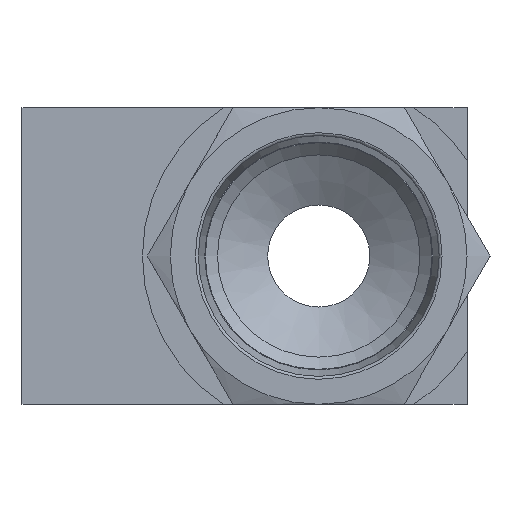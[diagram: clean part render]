
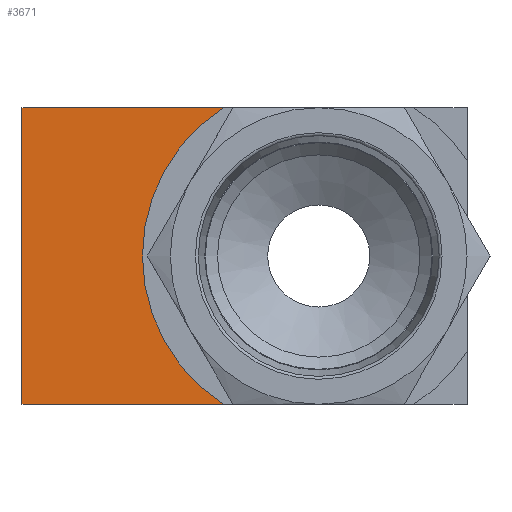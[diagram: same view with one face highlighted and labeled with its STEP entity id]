
A CAD part, left-side view. The second image highlights one B-rep face of the part: STEP entity #3671.
In plain terms, the highlighted planar face has unit normal (-1, 0, 0).
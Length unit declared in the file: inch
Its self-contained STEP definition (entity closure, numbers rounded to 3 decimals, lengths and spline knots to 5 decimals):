
#2743=CARTESIAN_POINT('',(-0.625,1.5,0.5));
#2744=VERTEX_POINT('',#2743);
#2751=CARTESIAN_POINT('',(-0.625,0.82068,0.5));
#2752=VERTEX_POINT('',#2751);
#2753=CARTESIAN_POINT('',(-0.625,0.82068,0.5));
#2754=DIRECTION('',(0.0,1.0,0.0));
#2755=VECTOR('',#2754,0.67932);
#2756=LINE('',#2753,#2755);
#2757=EDGE_CURVE('',#2752,#2744,#2756,.T.);
#3314=CARTESIAN_POINT('',(-0.625,1.5,-0.5));
#3315=VERTEX_POINT('',#3314);
#3322=CARTESIAN_POINT('',(-0.625,1.5,-0.5));
#3323=DIRECTION('',(0.0,0.0,1.0));
#3324=VECTOR('',#3323,1.0);
#3325=LINE('',#3322,#3324);
#3326=EDGE_CURVE('',#3315,#2744,#3325,.T.);
#3523=CARTESIAN_POINT('',(-0.625,0.82068,-0.5));
#3524=VERTEX_POINT('',#3523);
#3525=CARTESIAN_POINT('',(-0.625,0.5,0.0));
#3526=DIRECTION('',(1.0,0.0,0.0));
#3527=DIRECTION('',(0.0,0.0,-1.0));
#3528=AXIS2_PLACEMENT_3D('',#3525,#3526,#3527);
#3529=CIRCLE('',#3528,0.594);
#3530=EDGE_CURVE('',#3524,#2752,#3529,.T.);
#3655=CARTESIAN_POINT('',(-0.625,0.0,0.0));
#3656=DIRECTION('',(-1.0,0.0,0.0));
#3657=DIRECTION('',(0.0,0.0,1.0));
#3658=AXIS2_PLACEMENT_3D('',#3655,#3656,#3657);
#3659=PLANE('',#3658);
#3660=ORIENTED_EDGE('',*,*,#3530,.T.);
#3661=ORIENTED_EDGE('',*,*,#2757,.T.);
#3662=ORIENTED_EDGE('',*,*,#3326,.F.);
#3663=CARTESIAN_POINT('',(-0.625,1.5,-0.5));
#3664=DIRECTION('',(0.0,-1.0,0.0));
#3665=VECTOR('',#3664,0.67932);
#3666=LINE('',#3663,#3665);
#3667=EDGE_CURVE('',#3315,#3524,#3666,.T.);
#3668=ORIENTED_EDGE('',*,*,#3667,.T.);
#3669=EDGE_LOOP('',(#3660,#3661,#3662,#3668));
#3670=FACE_OUTER_BOUND('',#3669,.T.);
#3671=ADVANCED_FACE('',(#3670),#3659,.T.);
